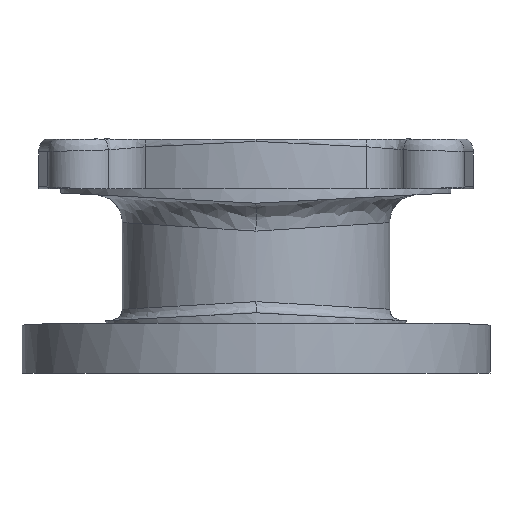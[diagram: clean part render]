
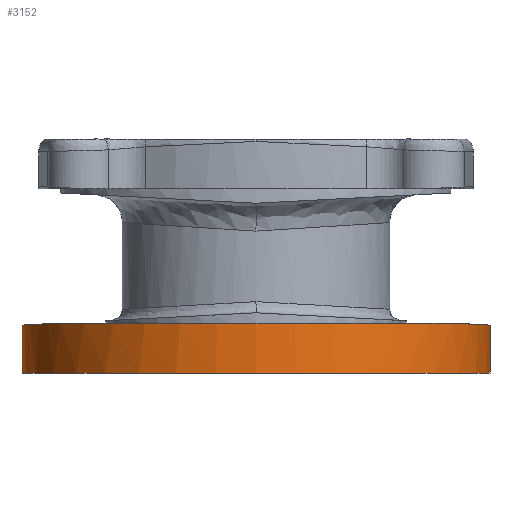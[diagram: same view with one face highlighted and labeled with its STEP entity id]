
A CAD part, left-side view. The second image highlights one B-rep face of the part: STEP entity #3152.
In plain terms, the highlighted cylindrical face has radius 66.675 mm (diameter 133.35 mm), a partial arc.
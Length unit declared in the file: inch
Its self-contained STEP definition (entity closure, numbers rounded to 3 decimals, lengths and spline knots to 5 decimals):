
#26=CARTESIAN_POINT('',(0.,2.625,-1.49509));
#27=CARTESIAN_POINT('',(-0.26173,2.625,-1.49509));
#28=CARTESIAN_POINT('',(-0.76225,2.54853,-1.49108));
#29=CARTESIAN_POINT('',(-1.22248,2.33765,-1.48003));
#30=CARTESIAN_POINT('',(-1.44115,2.19402,-1.4725));
#76=CARTESIAN_POINT('',(-1.44115,-2.19402,-1.4725));
#77=CARTESIAN_POINT('',(-1.22248,-2.33765,-1.48003));
#78=CARTESIAN_POINT('',(-0.76225,-2.54853,
-1.49108));
#79=CARTESIAN_POINT('',(-0.26173,-2.625,-1.49509));
#80=CARTESIAN_POINT('',(0.,-2.625,-1.49509));
#831=CARTESIAN_POINT('',(0.,0.,-2.0325));
#832=DIRECTION('',(0.,0.,1.));
#833=DIRECTION('',(0.,1.,0.));
#834=AXIS2_PLACEMENT_3D('',#831,#832,#833);
#928=DIRECTION('',(0.,0.,-1.));
#929=VECTOR('',#928,0.53741);
#930=CARTESIAN_POINT('',(0.,2.625,-1.49509));
#931=LINE('',#930,#929);
#932=DIRECTION('',(0.,0.,-1.));
#933=VECTOR('',#932,0.53741);
#934=CARTESIAN_POINT('',(0.,-2.625,-1.49509));
#935=LINE('',#934,#933);
#941=CARTESIAN_POINT('',(0.,0.,-1.4725));
#942=DIRECTION('',(0.,0.,1.));
#943=DIRECTION('',(-0.549,0.836,0.));
#944=AXIS2_PLACEMENT_3D('',#941,#942,#943);
#1755=CARTESIAN_POINT('',(0.,2.625,-2.0325));
#1756=CARTESIAN_POINT('',(0.,-2.625,-2.0325));
#1757=VERTEX_POINT('',#1755);
#1758=VERTEX_POINT('',#1756);
#1762=CARTESIAN_POINT('',(-1.44115,2.19402,-1.4725));
#1764=VERTEX_POINT('',#1762);
#1765=VERTEX_POINT('',#26);
#1769=CARTESIAN_POINT('',(-1.44115,-2.19402,-1.4725));
#1771=VERTEX_POINT('',#1769);
#1772=VERTEX_POINT('',#80);
#3139=CARTESIAN_POINT('',(0.,0.,-2.54708));
#3140=DIRECTION('',(0.,0.,1.));
#3141=DIRECTION('',(0.,1.,0.));
#3142=AXIS2_PLACEMENT_3D('',#3139,#3140,#3141);
#3143=CYLINDRICAL_SURFACE('',#3142,2.625);
#3144=ORIENTED_EDGE('',*,*,#1868,.T.);
#3145=ORIENTED_EDGE('',*,*,#3013,.T.);
#3146=ORIENTED_EDGE('',*,*,#1918,.T.);
#3147=ORIENTED_EDGE('',*,*,#3132,.T.);
#3148=ORIENTED_EDGE('',*,*,#2956,.F.);
#3149=ORIENTED_EDGE('',*,*,#3129,.F.);
#3150=EDGE_LOOP('',(#3144,#3145,#3146,#3147,#3148,#3149));
#3151=FACE_OUTER_BOUND('',#3150,.F.);
#3152=ADVANCED_FACE('',(#3151),#3143,.T.);
#31=B_SPLINE_CURVE_WITH_KNOTS('',3,(#26,#27,#28,#29,#30),.UNSPECIFIED.,.F.,.F.,(
4,1,4),(0.,0.5,1.),.UNSPECIFIED.);
#81=B_SPLINE_CURVE_WITH_KNOTS('',3,(#76,#77,#78,#79,#80),.UNSPECIFIED.,.F.,.F.,(
4,1,4),(0.,0.5,1.),.UNSPECIFIED.);
#835=CIRCLE('',#834,2.625);
#945=CIRCLE('',#944,2.625);
#1868=EDGE_CURVE('',#1765,#1764,#31,.T.);
#1918=EDGE_CURVE('',#1771,#1772,#81,.T.);
#2956=EDGE_CURVE('',#1757,#1758,#835,.T.);
#3013=EDGE_CURVE('',#1764,#1771,#945,.T.);
#3129=EDGE_CURVE('',#1765,#1757,#931,.T.);
#3132=EDGE_CURVE('',#1772,#1758,#935,.T.);
